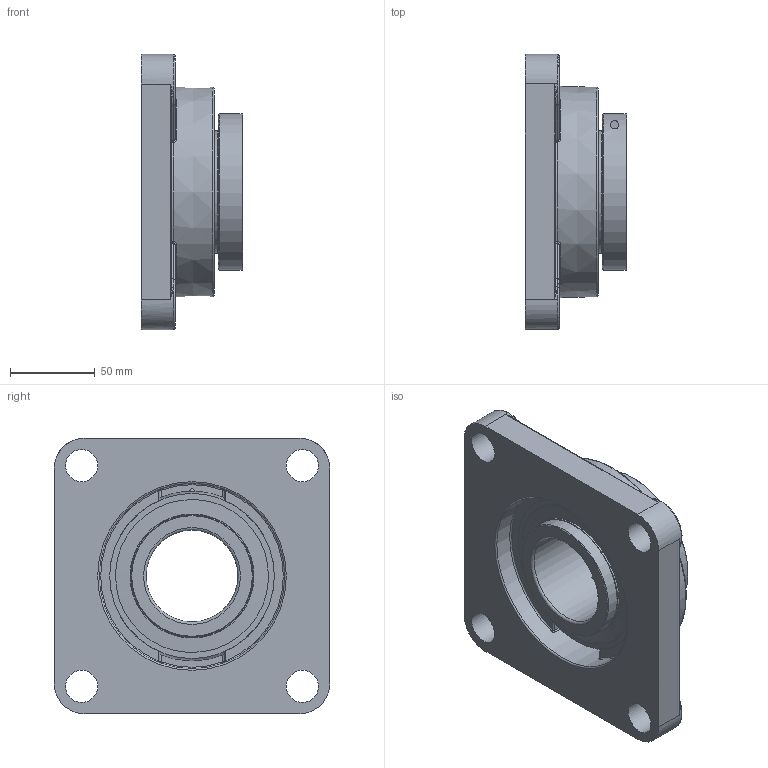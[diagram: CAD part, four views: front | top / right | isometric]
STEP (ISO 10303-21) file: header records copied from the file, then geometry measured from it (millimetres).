
FILE_DESCRIPTION(('HOOPS Exchange Step'),'2;1');
FILE_NAME('export-3BA223F9-59FF-4138-9ADC-5E8A607621CD.stp','2020-05-29T07:20:22-07:00',('dkerr'),('Alibre'),'HOOPS Exchange 2020.0','Alibre','Unknown authorisation');
FILE_SCHEMA( ('AP242_MANAGED_MODEL_BASED_3D_ENGINEERING_MIM_LF {1 0 10303 442 1 1 4 }') );
Length unit declared in the file: inch
Products named in the file (8): MRN SFM L4L 211; MRN SUE 211-34 L4L (2.125) (Race); MRN SUE 211 L4L (Ball); MRN SUE 211 L4L (Shield); MRN SUE 211 L4L (Lock Ring); MRN SUE 211 L4L (Bolt); MRN SUE 211-34 L4L (2.125); MRN SUESFM 211-34 L4L (2.125inch)
Assembly tree (8 placements, depth 3):
  MRN SUESFM 211-34 L4L (2.125inch)
    MRN SFM L4L 211
    MRN SUE 211-34 L4L (2.125)
      MRN SUE 211-34 L4L (2.125) (Race)
      MRN SUE 211 L4L (Ball)
      MRN SUE 211 L4L (Shield)  x2
      MRN SUE 211 L4L (Lock Ring)
      MRN SUE 211 L4L (Bolt)
Bounding box: 59.9 x 162 x 162 mm (x, y, z)
Volume: 572775.3 mm3; surface area: 150474.1 mm2
Topology: 17 solids, 17 shells, 290 faces, 772 edges, 477 vertices
Faces by surface type: plane 82, cylinder 77, torus 45, cone 31, bspline 28, sphere 27
Full cylindrical faces by diameter (mm): 4.917 x2, 6.4 x1, 10 x1, 11.2 x1, 19 x4, 53.975 x1, 72 x4, 73.016 x2, 88 x2, 90 x2, 104.775 x1, 109.22 x1, 110.1 x1
Entity records: 14521 total; most frequent: CARTESIAN_POINT 7502, DIRECTION 1470, ORIENTED_EDGE 1416, EDGE_CURVE 708, AXIS2_PLACEMENT_3D 621, VERTEX_POINT 463, CIRCLE 342, EDGE_LOOP 309
